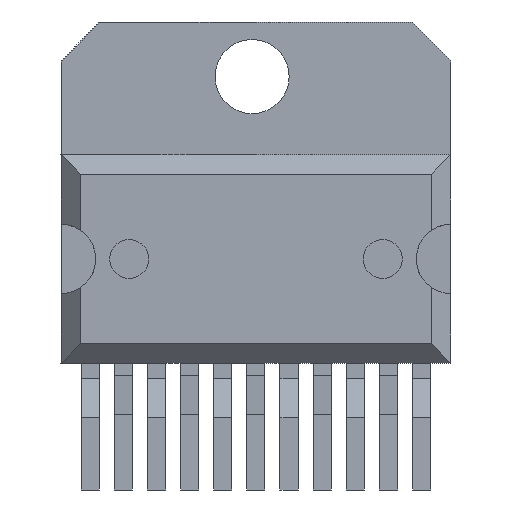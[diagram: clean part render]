
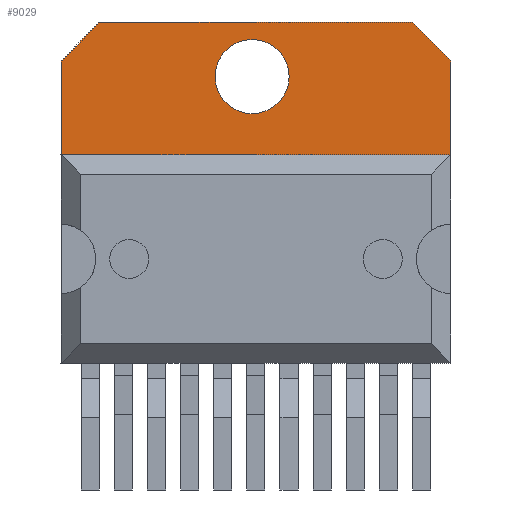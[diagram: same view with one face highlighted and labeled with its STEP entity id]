
A CAD part, front view. The second image highlights one B-rep face of the part: STEP entity #9029.
In plain terms, the highlighted planar face has unit normal (0, -1, 0).
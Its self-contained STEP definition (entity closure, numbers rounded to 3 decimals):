
#8500 = PLANE('',#8501);
#8501 = AXIS2_PLACEMENT_3D('',#8502,#8503,#8504);
#8502 = CARTESIAN_POINT('',(-1.03,4.3,0.));
#8503 = DIRECTION('',(0.,0.,1.));
#8504 = DIRECTION('',(1.,0.,0.));
#8528 = PLANE('',#8529);
#8529 = AXIS2_PLACEMENT_3D('',#8530,#8531,#8532);
#8530 = CARTESIAN_POINT('',(-1.03,2.7,0.));
#8531 = DIRECTION('',(-1.,0.,0.));
#8532 = DIRECTION('',(0.,1.,0.));
#8555 = PLANE('',#8556);
#8556 = AXIS2_PLACEMENT_3D('',#8557,#8558,#8559);
#8557 = CARTESIAN_POINT('',(-1.03,2.7,4.8));
#8558 = DIRECTION('',(0.707,0.,-0.707));
#8559 = DIRECTION('',(0.707,0.,0.707)
  );
#8582 = PLANE('',#8583);
#8583 = AXIS2_PLACEMENT_3D('',#8584,#8585,#8586);
#8584 = CARTESIAN_POINT('',(-1.03,4.3,6.8));
#8585 = DIRECTION('',(0.,0.,1.));
#8586 = DIRECTION('',(1.,0.,0.));
#8609 = PLANE('',#8610);
#8610 = AXIS2_PLACEMENT_3D('',#8611,#8612,#8613);
#8611 = CARTESIAN_POINT('',(18.97,2.7,4.8));
#8612 = DIRECTION('',(0.707,-0.,0.707));
#8613 = DIRECTION('',(-0.707,0.,0.707)
  );
#8634 = PLANE('',#8635);
#8635 = AXIS2_PLACEMENT_3D('',#8636,#8637,#8638);
#8636 = CARTESIAN_POINT('',(18.97,4.3,0.));
#8637 = DIRECTION('',(1.,0.,0.));
#8638 = DIRECTION('',(0.,-1.,0.));
#8669 = CYLINDRICAL_SURFACE('',#8670,1.9);
#8670 = AXIS2_PLACEMENT_3D('',#8671,#8672,#8673);
#8671 = CARTESIAN_POINT('',(8.77,2.7,4.));
#8672 = DIRECTION('',(0.,-1.,0.));
#8673 = DIRECTION('',(1.,0.,0.));
#8686 = VERTEX_POINT('',#8687);
#8687 = CARTESIAN_POINT('',(18.97,2.7,0.));
#8708 = EDGE_CURVE('',#8686,#8709,#8711,.T.);
#8709 = VERTEX_POINT('',#8710);
#8710 = CARTESIAN_POINT('',(-1.03,2.7,0.));
#8711 = SURFACE_CURVE('',#8712,(#8716,#8723),.PCURVE_S1.);
#8712 = LINE('',#8713,#8714);
#8713 = CARTESIAN_POINT('',(18.97,2.7,0.));
#8714 = VECTOR('',#8715,1.);
#8715 = DIRECTION('',(-1.,0.,0.));
#8716 = PCURVE('',#8500,#8717);
#8717 = DEFINITIONAL_REPRESENTATION('',(#8718),#8722);
#8718 = LINE('',#8719,#8720);
#8719 = CARTESIAN_POINT('',(20.,-1.6));
#8720 = VECTOR('',#8721,1.);
#8721 = DIRECTION('',(-1.,0.));
#8722 = ( GEOMETRIC_REPRESENTATION_CONTEXT(2) 
PARAMETRIC_REPRESENTATION_CONTEXT() REPRESENTATION_CONTEXT('2D SPACE',''
  ) );
#8723 = PCURVE('',#8724,#8729);
#8724 = PLANE('',#8725);
#8725 = AXIS2_PLACEMENT_3D('',#8726,#8727,#8728);
#8726 = CARTESIAN_POINT('',(18.97,2.7,0.));
#8727 = DIRECTION('',(0.,-1.,0.));
#8728 = DIRECTION('',(-1.,0.,0.));
#8729 = DEFINITIONAL_REPRESENTATION('',(#8730),#8734);
#8730 = LINE('',#8731,#8732);
#8731 = CARTESIAN_POINT('',(0.,-0.));
#8732 = VECTOR('',#8733,1.);
#8733 = DIRECTION('',(1.,0.));
#8734 = ( GEOMETRIC_REPRESENTATION_CONTEXT(2) 
PARAMETRIC_REPRESENTATION_CONTEXT() REPRESENTATION_CONTEXT('2D SPACE',''
  ) );
#8763 = VERTEX_POINT('',#8764);
#8764 = CARTESIAN_POINT('',(18.97,2.7,4.8));
#8785 = EDGE_CURVE('',#8686,#8763,#8786,.T.);
#8786 = SURFACE_CURVE('',#8787,(#8791,#8798),.PCURVE_S1.);
#8787 = LINE('',#8788,#8789);
#8788 = CARTESIAN_POINT('',(18.97,2.7,0.));
#8789 = VECTOR('',#8790,1.);
#8790 = DIRECTION('',(0.,0.,1.));
#8791 = PCURVE('',#8634,#8792);
#8792 = DEFINITIONAL_REPRESENTATION('',(#8793),#8797);
#8793 = LINE('',#8794,#8795);
#8794 = CARTESIAN_POINT('',(1.6,0.));
#8795 = VECTOR('',#8796,1.);
#8796 = DIRECTION('',(0.,-1.));
#8797 = ( GEOMETRIC_REPRESENTATION_CONTEXT(2) 
PARAMETRIC_REPRESENTATION_CONTEXT() REPRESENTATION_CONTEXT('2D SPACE',''
  ) );
#8798 = PCURVE('',#8724,#8799);
#8799 = DEFINITIONAL_REPRESENTATION('',(#8800),#8804);
#8800 = LINE('',#8801,#8802);
#8801 = CARTESIAN_POINT('',(0.,-0.));
#8802 = VECTOR('',#8803,1.);
#8803 = DIRECTION('',(0.,-1.));
#8804 = ( GEOMETRIC_REPRESENTATION_CONTEXT(2) 
PARAMETRIC_REPRESENTATION_CONTEXT() REPRESENTATION_CONTEXT('2D SPACE',''
  ) );
#8809 = EDGE_CURVE('',#8763,#8810,#8812,.T.);
#8810 = VERTEX_POINT('',#8811);
#8811 = CARTESIAN_POINT('',(16.97,2.7,6.8));
#8812 = SURFACE_CURVE('',#8813,(#8817,#8824),.PCURVE_S1.);
#8813 = LINE('',#8814,#8815);
#8814 = CARTESIAN_POINT('',(18.97,2.7,4.8));
#8815 = VECTOR('',#8816,1.);
#8816 = DIRECTION('',(-0.707,0.,0.707)
  );
#8817 = PCURVE('',#8609,#8818);
#8818 = DEFINITIONAL_REPRESENTATION('',(#8819),#8823);
#8819 = LINE('',#8820,#8821);
#8820 = CARTESIAN_POINT('',(0.,0.));
#8821 = VECTOR('',#8822,1.);
#8822 = DIRECTION('',(1.,0.));
#8823 = ( GEOMETRIC_REPRESENTATION_CONTEXT(2) 
PARAMETRIC_REPRESENTATION_CONTEXT() REPRESENTATION_CONTEXT('2D SPACE',''
  ) );
#8824 = PCURVE('',#8724,#8825);
#8825 = DEFINITIONAL_REPRESENTATION('',(#8826),#8830);
#8826 = LINE('',#8827,#8828);
#8827 = CARTESIAN_POINT('',(0.,-4.8));
#8828 = VECTOR('',#8829,1.);
#8829 = DIRECTION('',(0.707,-0.707));
#8830 = ( GEOMETRIC_REPRESENTATION_CONTEXT(2) 
PARAMETRIC_REPRESENTATION_CONTEXT() REPRESENTATION_CONTEXT('2D SPACE',''
  ) );
#8860 = VERTEX_POINT('',#8861);
#8861 = CARTESIAN_POINT('',(0.97,2.7,6.8));
#8882 = EDGE_CURVE('',#8810,#8860,#8883,.T.);
#8883 = SURFACE_CURVE('',#8884,(#8888,#8895),.PCURVE_S1.);
#8884 = LINE('',#8885,#8886);
#8885 = CARTESIAN_POINT('',(18.97,2.7,6.8));
#8886 = VECTOR('',#8887,1.);
#8887 = DIRECTION('',(-1.,0.,0.));
#8888 = PCURVE('',#8582,#8889);
#8889 = DEFINITIONAL_REPRESENTATION('',(#8890),#8894);
#8890 = LINE('',#8891,#8892);
#8891 = CARTESIAN_POINT('',(20.,-1.6));
#8892 = VECTOR('',#8893,1.);
#8893 = DIRECTION('',(-1.,0.));
#8894 = ( GEOMETRIC_REPRESENTATION_CONTEXT(2) 
PARAMETRIC_REPRESENTATION_CONTEXT() REPRESENTATION_CONTEXT('2D SPACE',''
  ) );
#8895 = PCURVE('',#8724,#8896);
#8896 = DEFINITIONAL_REPRESENTATION('',(#8897),#8901);
#8897 = LINE('',#8898,#8899);
#8898 = CARTESIAN_POINT('',(0.,-6.8));
#8899 = VECTOR('',#8900,1.);
#8900 = DIRECTION('',(1.,0.));
#8901 = ( GEOMETRIC_REPRESENTATION_CONTEXT(2) 
PARAMETRIC_REPRESENTATION_CONTEXT() REPRESENTATION_CONTEXT('2D SPACE',''
  ) );
#8907 = EDGE_CURVE('',#8908,#8860,#8910,.T.);
#8908 = VERTEX_POINT('',#8909);
#8909 = CARTESIAN_POINT('',(-1.03,2.7,4.8));
#8910 = SURFACE_CURVE('',#8911,(#8915,#8922),.PCURVE_S1.);
#8911 = LINE('',#8912,#8913);
#8912 = CARTESIAN_POINT('',(-1.03,2.7,4.8));
#8913 = VECTOR('',#8914,1.);
#8914 = DIRECTION('',(0.707,0.,0.707)
  );
#8915 = PCURVE('',#8555,#8916);
#8916 = DEFINITIONAL_REPRESENTATION('',(#8917),#8921);
#8917 = LINE('',#8918,#8919);
#8918 = CARTESIAN_POINT('',(0.,0.));
#8919 = VECTOR('',#8920,1.);
#8920 = DIRECTION('',(1.,0.));
#8921 = ( GEOMETRIC_REPRESENTATION_CONTEXT(2) 
PARAMETRIC_REPRESENTATION_CONTEXT() REPRESENTATION_CONTEXT('2D SPACE',''
  ) );
#8922 = PCURVE('',#8724,#8923);
#8923 = DEFINITIONAL_REPRESENTATION('',(#8924),#8928);
#8924 = LINE('',#8925,#8926);
#8925 = CARTESIAN_POINT('',(20.,-4.8));
#8926 = VECTOR('',#8927,1.);
#8927 = DIRECTION('',(-0.707,-0.707));
#8928 = ( GEOMETRIC_REPRESENTATION_CONTEXT(2) 
PARAMETRIC_REPRESENTATION_CONTEXT() REPRESENTATION_CONTEXT('2D SPACE',''
  ) );
#8957 = EDGE_CURVE('',#8709,#8908,#8958,.T.);
#8958 = SURFACE_CURVE('',#8959,(#8963,#8970),.PCURVE_S1.);
#8959 = LINE('',#8960,#8961);
#8960 = CARTESIAN_POINT('',(-1.03,2.7,0.));
#8961 = VECTOR('',#8962,1.);
#8962 = DIRECTION('',(0.,0.,1.));
#8963 = PCURVE('',#8528,#8964);
#8964 = DEFINITIONAL_REPRESENTATION('',(#8965),#8969);
#8965 = LINE('',#8966,#8967);
#8966 = CARTESIAN_POINT('',(0.,0.));
#8967 = VECTOR('',#8968,1.);
#8968 = DIRECTION('',(0.,-1.));
#8969 = ( GEOMETRIC_REPRESENTATION_CONTEXT(2) 
PARAMETRIC_REPRESENTATION_CONTEXT() REPRESENTATION_CONTEXT('2D SPACE',''
  ) );
#8970 = PCURVE('',#8724,#8971);
#8971 = DEFINITIONAL_REPRESENTATION('',(#8972),#8976);
#8972 = LINE('',#8973,#8974);
#8973 = CARTESIAN_POINT('',(20.,0.));
#8974 = VECTOR('',#8975,1.);
#8975 = DIRECTION('',(0.,-1.));
#8976 = ( GEOMETRIC_REPRESENTATION_CONTEXT(2) 
PARAMETRIC_REPRESENTATION_CONTEXT() REPRESENTATION_CONTEXT('2D SPACE',''
  ) );
#8983 = EDGE_CURVE('',#8984,#8984,#8986,.T.);
#8984 = VERTEX_POINT('',#8985);
#8985 = CARTESIAN_POINT('',(10.67,2.7,4.));
#8986 = SURFACE_CURVE('',#8987,(#8992,#8999),.PCURVE_S1.);
#8987 = CIRCLE('',#8988,1.9);
#8988 = AXIS2_PLACEMENT_3D('',#8989,#8990,#8991);
#8989 = CARTESIAN_POINT('',(8.77,2.7,4.));
#8990 = DIRECTION('',(0.,-1.,0.));
#8991 = DIRECTION('',(1.,0.,0.));
#8992 = PCURVE('',#8669,#8993);
#8993 = DEFINITIONAL_REPRESENTATION('',(#8994),#8998);
#8994 = LINE('',#8995,#8996);
#8995 = CARTESIAN_POINT('',(0.,0.));
#8996 = VECTOR('',#8997,1.);
#8997 = DIRECTION('',(1.,0.));
#8998 = ( GEOMETRIC_REPRESENTATION_CONTEXT(2) 
PARAMETRIC_REPRESENTATION_CONTEXT() REPRESENTATION_CONTEXT('2D SPACE',''
  ) );
#8999 = PCURVE('',#8724,#9000);
#9000 = DEFINITIONAL_REPRESENTATION('',(#9001),#9005);
#9001 = CIRCLE('',#9002,1.9);
#9002 = AXIS2_PLACEMENT_2D('',#9003,#9004);
#9003 = CARTESIAN_POINT('',(10.2,-4.));
#9004 = DIRECTION('',(-1.,-0.));
#9005 = ( GEOMETRIC_REPRESENTATION_CONTEXT(2) 
PARAMETRIC_REPRESENTATION_CONTEXT() REPRESENTATION_CONTEXT('2D SPACE',''
  ) );
#9029 = ADVANCED_FACE('',(#9030,#9038),#8724,.T.);
#9030 = FACE_BOUND('',#9031,.T.);
#9031 = EDGE_LOOP('',(#9032,#9033,#9034,#9035,#9036,#9037));
#9032 = ORIENTED_EDGE('',*,*,#8708,.F.);
#9033 = ORIENTED_EDGE('',*,*,#8785,.T.);
#9034 = ORIENTED_EDGE('',*,*,#8809,.T.);
#9035 = ORIENTED_EDGE('',*,*,#8882,.T.);
#9036 = ORIENTED_EDGE('',*,*,#8907,.F.);
#9037 = ORIENTED_EDGE('',*,*,#8957,.F.);
#9038 = FACE_BOUND('',#9039,.T.);
#9039 = EDGE_LOOP('',(#9040));
#9040 = ORIENTED_EDGE('',*,*,#8983,.F.);
